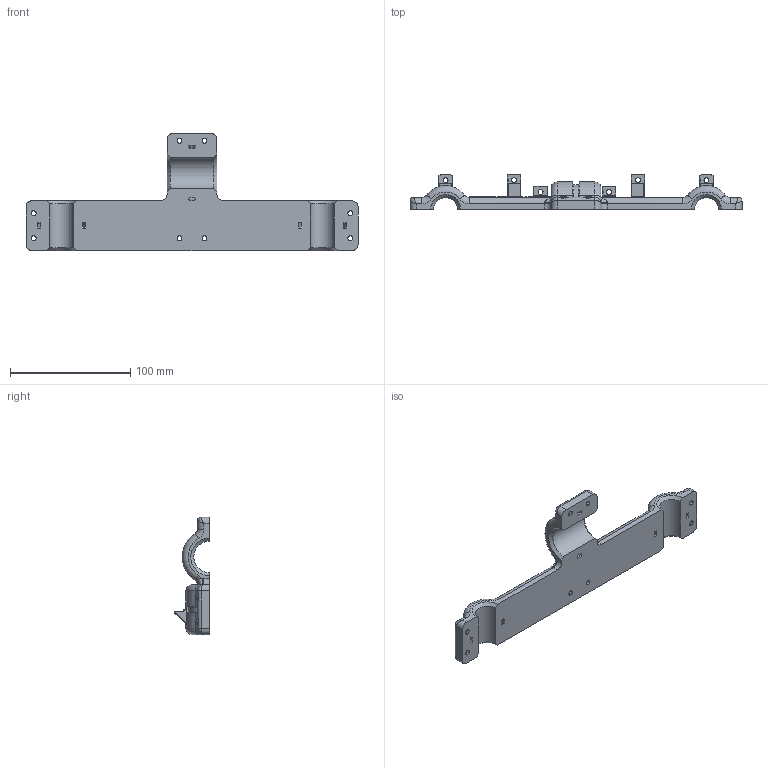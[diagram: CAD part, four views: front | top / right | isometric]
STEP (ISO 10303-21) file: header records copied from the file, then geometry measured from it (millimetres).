
FILE_DESCRIPTION (( 'STEP AP214' ), '1' );
FILE_NAME ('upperRadarMountV2.STEP', '2023-05-22T07:54:32', ( 'Windows User' ), ( '' ), 'SwSTEP 2.0', 'SolidWorks 2021', '' );
FILE_SCHEMA (( 'AUTOMOTIVE_DESIGN' ));
Length unit declared in the file: millimetre
Products named in the file (1): upperRadarMountV2
Bounding box: 275.84 x 28.87 x 97.5 mm (x, y, z)
Volume: 137533.7 mm3; surface area: 42044.9 mm2
Topology: 1 solids, 1 shells, 915 faces, 2369 edges, 1464 vertices
Faces by surface type: plane 333, cylinder 224, bspline 217, torus 89, sphere 26, cone 26
Entity records: 38276 total; most frequent: CARTESIAN_POINT 17552, ORIENTED_EDGE 4670, DIRECTION 3746, EDGE_CURVE 2335, VERTEX_POINT 1460, AXIS2_PLACEMENT_3D 1282, VECTOR 1182, LINE 1182
